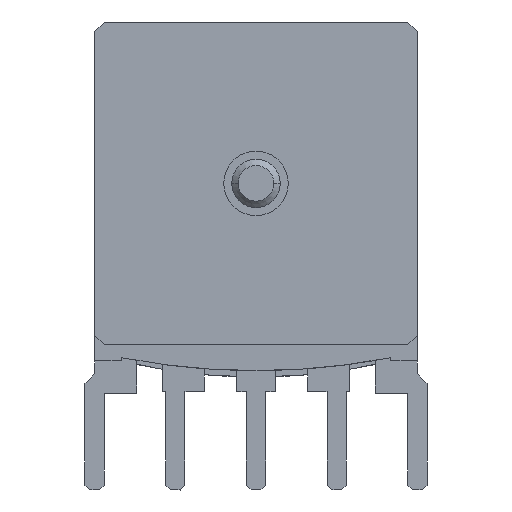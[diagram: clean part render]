
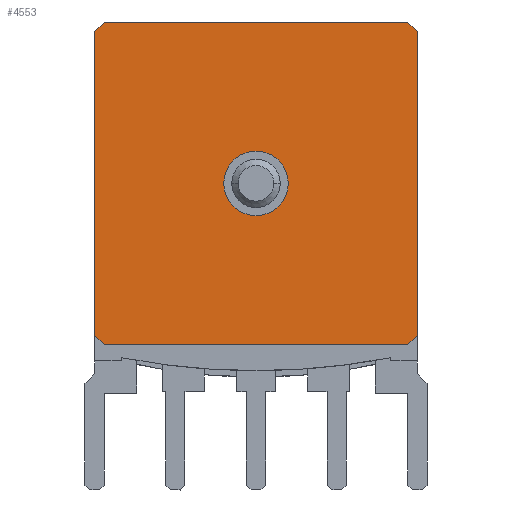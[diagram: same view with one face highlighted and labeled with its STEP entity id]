
A CAD part, front view. The second image highlights one B-rep face of the part: STEP entity #4553.
In plain terms, the highlighted planar face has unit normal (0, -1, 0).
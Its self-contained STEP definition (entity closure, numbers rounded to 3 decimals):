
#2983 = VERTEX_POINT ( 'NONE', #7717 ) ;
#2997 = EDGE_CURVE ( 'NONE', #4962, #4997, #7823, .T. ) ;
#3002 = EDGE_CURVE ( 'NONE', #2983, #3009, #7826, .T. ) ;
#3009 = VERTEX_POINT ( 'NONE', #7858 ) ;
#4035 = EDGE_CURVE ( 'NONE', #3009, #4036, #7553, .T. ) ;
#4036 = VERTEX_POINT ( 'NONE', #8058 ) ;
#4443 = VERTEX_POINT ( 'NONE', #9255 ) ;
#4474 = EDGE_CURVE ( 'NONE', #4482, #4543, #9390, .T. ) ;
#4476 = ORIENTED_EDGE ( 'NONE', *, *, #4527, .T. ) ;
#4478 = ORIENTED_EDGE ( 'NONE', *, *, #4474, .T. ) ;
#4482 = VERTEX_POINT ( 'NONE', #9375 ) ;
#4484 = EDGE_CURVE ( 'NONE', #4036, #4443, #9407, .T. ) ;
#4491 = ORIENTED_EDGE ( 'NONE', *, *, #4484, .T. ) ;
#4493 = EDGE_LOOP ( 'NONE', ( #4494, #4512, #4491, #4476, #4537, #4531, #4478, #4506 ) ) ;
#4494 = ORIENTED_EDGE ( 'NONE', *, *, #3002, .T. ) ;
#4500 = ORIENTED_EDGE ( 'NONE', *, *, #4975, .T. ) ;
#4505 = ORIENTED_EDGE ( 'NONE', *, *, #2997, .T. ) ;
#4506 = ORIENTED_EDGE ( 'NONE', *, *, #4555, .T. ) ;
#4512 = ORIENTED_EDGE ( 'NONE', *, *, #4035, .T. ) ;
#4524 = VERTEX_POINT ( 'NONE', #9494 ) ;
#4527 = EDGE_CURVE ( 'NONE', #4443, #4533, #9479, .T. ) ;
#4531 = ORIENTED_EDGE ( 'NONE', *, *, #4547, .T. ) ;
#4533 = VERTEX_POINT ( 'NONE', #9528 ) ;
#4535 = EDGE_CURVE ( 'NONE', #4533, #4524, #9478, .T. ) ;
#4537 = ORIENTED_EDGE ( 'NONE', *, *, #4535, .T. ) ;
#4543 = VERTEX_POINT ( 'NONE', #9507 ) ;
#4544 = EDGE_LOOP ( 'NONE', ( #4505, #4500 ) ) ;
#4547 = EDGE_CURVE ( 'NONE', #4524, #4482, #9511, .T. ) ;
#4553 = ADVANCED_FACE ( 'NONE', ( #9515, #9514 ), #9506, .T. ) ;
#4555 = EDGE_CURVE ( 'NONE', #4543, #2983, #9532, .T. ) ;
#4962 = VERTEX_POINT ( 'NONE', #10733 ) ;
#4975 = EDGE_CURVE ( 'NONE', #4997, #4962, #10772, .T. ) ;
#4997 = VERTEX_POINT ( 'NONE', #10831 ) ;
#7552 = CARTESIAN_POINT ( 'NONE',  ( 5.002, -6.65, 11.2 ) ) ;
#7553 = LINE ( 'NONE', #7552, #7751 ) ;
#7717 = CARTESIAN_POINT ( 'NONE',  ( 5.002, -6.65, 1.8 ) ) ;
#7751 = VECTOR ( 'NONE', #7785, 1000. ) ;
#7785 = DIRECTION ( 'NONE',  ( -0.707, 0., 0.707 ) ) ;
#7813 = DIRECTION ( 'NONE',  ( 0., 0., 1. ) ) ;
#7814 = VECTOR ( 'NONE', #7813, 1000. ) ;
#7819 = DIRECTION ( 'NONE',  ( 0., 0., 1. ) ) ;
#7820 = DIRECTION ( 'NONE',  ( 0., 1., 0. ) ) ;
#7821 = CARTESIAN_POINT ( 'NONE',  ( 0., -6.65, 6.5 ) ) ;
#7822 = AXIS2_PLACEMENT_3D ( 'NONE', #7821, #7820, #7819 ) ;
#7823 = CIRCLE ( 'NONE', #7822, 1. ) ;
#7825 = CARTESIAN_POINT ( 'NONE',  ( 5.002, -6.65, 1.5 ) ) ;
#7826 = LINE ( 'NONE', #7825, #7814 ) ;
#7858 = CARTESIAN_POINT ( 'NONE',  ( 5.002, -6.65, 11.2 ) ) ;
#8058 = CARTESIAN_POINT ( 'NONE',  ( 4.702, -6.65, 11.5 ) ) ;
#9255 = CARTESIAN_POINT ( 'NONE',  ( -4.698, -6.65, 11.5 ) ) ;
#9375 = CARTESIAN_POINT ( 'NONE',  ( -4.698, -6.65, 1.5 ) ) ;
#9383 = DIRECTION ( 'NONE',  ( 1., 0., 0. ) ) ;
#9384 = VECTOR ( 'NONE', #9383, 1000. ) ;
#9385 = CARTESIAN_POINT ( 'NONE',  ( -4.698, -6.65, 1.5 ) ) ;
#9390 = LINE ( 'NONE', #9385, #9384 ) ;
#9403 = DIRECTION ( 'NONE',  ( -1., 0., 0. ) ) ;
#9404 = VECTOR ( 'NONE', #9403, 1000. ) ;
#9405 = CARTESIAN_POINT ( 'NONE',  ( 4.702, -6.65, 11.5 ) ) ;
#9407 = LINE ( 'NONE', #9405, #9404 ) ;
#9477 = CARTESIAN_POINT ( 'NONE',  ( -4.998, -6.65, 11.2 ) ) ;
#9478 = LINE ( 'NONE', #9477, #9519 ) ;
#9479 = LINE ( 'NONE', #9523, #9521 ) ;
#9494 = CARTESIAN_POINT ( 'NONE',  ( -4.998, -6.65, 1.8 ) ) ;
#9506 = PLANE ( 'NONE',  #9552 ) ;
#9507 = CARTESIAN_POINT ( 'NONE',  ( 4.702, -6.65, 1.5 ) ) ;
#9511 = LINE ( 'NONE', #9556, #9555 ) ;
#9514 = FACE_OUTER_BOUND ( 'NONE', #4493, .T. ) ;
#9515 = FACE_BOUND ( 'NONE', #4544, .T. ) ;
#9518 = DIRECTION ( 'NONE',  ( 0., 0., -1. ) ) ;
#9519 = VECTOR ( 'NONE', #9518, 1000. ) ;
#9520 = DIRECTION ( 'NONE',  ( -0.707, 0., -0.707 ) ) ;
#9521 = VECTOR ( 'NONE', #9520, 1000. ) ;
#9523 = CARTESIAN_POINT ( 'NONE',  ( -4.698, -6.65, 11.5 ) ) ;
#9528 = CARTESIAN_POINT ( 'NONE',  ( -4.998, -6.65, 11.2 ) ) ;
#9529 = DIRECTION ( 'NONE',  ( 0., 0., -1. ) ) ;
#9530 = DIRECTION ( 'NONE',  ( 0., -1., 0. ) ) ;
#9531 = CARTESIAN_POINT ( 'NONE',  ( -4.998, -6.65, 1.5 ) ) ;
#9532 = LINE ( 'NONE', #9548, #9589 ) ;
#9547 = DIRECTION ( 'NONE',  ( 0.707, 0., 0.707 ) ) ;
#9548 = CARTESIAN_POINT ( 'NONE',  ( 4.702, -6.65, 1.5 ) ) ;
#9552 = AXIS2_PLACEMENT_3D ( 'NONE', #9531, #9530, #9529 ) ;
#9554 = DIRECTION ( 'NONE',  ( 0.707, 0., -0.707 ) ) ;
#9555 = VECTOR ( 'NONE', #9554, 1000. ) ;
#9556 = CARTESIAN_POINT ( 'NONE',  ( -4.998, -6.65, 1.8 ) ) ;
#9589 = VECTOR ( 'NONE', #9547, 1000. ) ;
#10733 = CARTESIAN_POINT ( 'NONE',  ( 0., -6.65, 7.5 ) ) ;
#10758 = DIRECTION ( 'NONE',  ( 0., 0., 1. ) ) ;
#10759 = DIRECTION ( 'NONE',  ( 0., 1., 0. ) ) ;
#10766 = CARTESIAN_POINT ( 'NONE',  ( 0., -6.65, 6.5 ) ) ;
#10767 = AXIS2_PLACEMENT_3D ( 'NONE', #10766, #10759, #10758 ) ;
#10772 = CIRCLE ( 'NONE', #10767, 1. ) ;
#10831 = CARTESIAN_POINT ( 'NONE',  ( 0., -6.65, 5.5 ) ) ;
